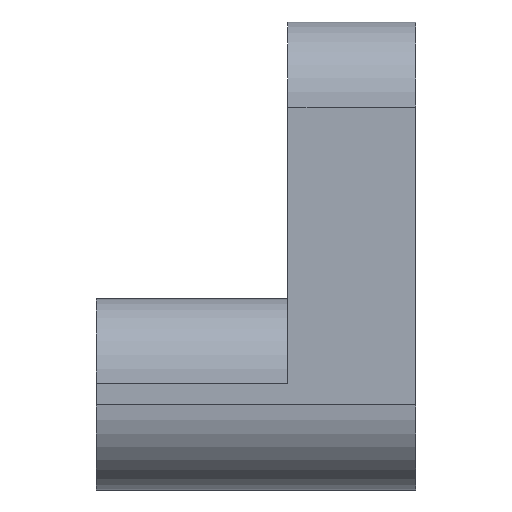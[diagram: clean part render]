
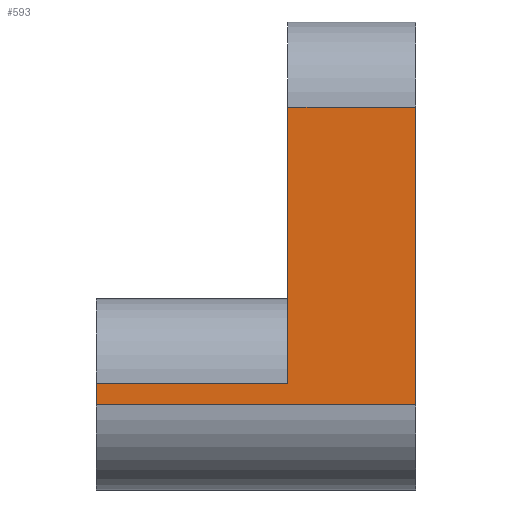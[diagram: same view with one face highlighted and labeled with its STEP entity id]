
A CAD part, left-side view. The second image highlights one B-rep face of the part: STEP entity #593.
In plain terms, the highlighted planar face has unit normal (-1, 0, 0).
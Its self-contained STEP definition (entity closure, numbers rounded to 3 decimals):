
#11 = VECTOR ( 'NONE', #1321, 1000. ) ;
#54 = ORIENTED_EDGE ( 'NONE', *, *, #558, .T. ) ;
#55 = DIRECTION ( 'NONE',  ( 0., 1., 0. ) ) ;
#56 = DIRECTION ( 'NONE',  ( 0., 0., -1. ) ) ;
#66 = LINE ( 'NONE', #527, #1092 ) ;
#68 = VECTOR ( 'NONE', #280, 1000. ) ;
#103 = VERTEX_POINT ( 'NONE', #334 ) ;
#107 = LINE ( 'NONE', #778, #190 ) ;
#118 = VECTOR ( 'NONE', #647, 1000. ) ;
#171 = CARTESIAN_POINT ( 'NONE',  ( 0., 6., 5. ) ) ;
#172 = CARTESIAN_POINT ( 'NONE',  ( 0., 15., 9. ) ) ;
#186 = EDGE_CURVE ( 'NONE', #1344, #103, #107, .T. ) ;
#190 = VECTOR ( 'NONE', #1451, 1000. ) ;
#280 = DIRECTION ( 'NONE',  ( 0., 0., -1. ) ) ;
#334 = CARTESIAN_POINT ( 'NONE',  ( 0., 0., 4. ) ) ;
#336 = ORIENTED_EDGE ( 'NONE', *, *, #1107, .T. ) ;
#341 = EDGE_CURVE ( 'NONE', #1344, #683, #830, .T. ) ;
#370 = VERTEX_POINT ( 'NONE', #1276 ) ;
#413 = LINE ( 'NONE', #1086, #118 ) ;
#427 = CARTESIAN_POINT ( 'NONE',  ( 0., 15., 5. ) ) ;
#460 = EDGE_LOOP ( 'NONE', ( #551, #1349, #688, #772, #54, #336 ) ) ;
#527 = CARTESIAN_POINT ( 'NONE',  ( 0., 6., 22. ) ) ;
#535 = CARTESIAN_POINT ( 'NONE',  ( 0., 6., 18. ) ) ;
#551 = ORIENTED_EDGE ( 'NONE', *, *, #186, .F. ) ;
#558 = EDGE_CURVE ( 'NONE', #1278, #370, #960, .T. ) ;
#559 = LINE ( 'NONE', #427, #11 ) ;
#593 = ADVANCED_FACE ( 'NONE', ( #1058 ), #727, .F. ) ;
#618 = DIRECTION ( 'NONE',  ( 1., 0., 0. ) ) ;
#647 = DIRECTION ( 'NONE',  ( 0., -1., 0. ) ) ;
#667 = CARTESIAN_POINT ( 'NONE',  ( 0., 15., 5. ) ) ;
#683 = VERTEX_POINT ( 'NONE', #535 ) ;
#688 = ORIENTED_EDGE ( 'NONE', *, *, #1138, .T. ) ;
#727 = PLANE ( 'NONE',  #1257 ) ;
#772 = ORIENTED_EDGE ( 'NONE', *, *, #1205, .T. ) ;
#778 = CARTESIAN_POINT ( 'NONE',  ( 0., 0., 9. ) ) ;
#830 = LINE ( 'NONE', #1061, #1121 ) ;
#960 = LINE ( 'NONE', #1150, #68 ) ;
#1058 = FACE_OUTER_BOUND ( 'NONE', #460, .T. ) ;
#1061 = CARTESIAN_POINT ( 'NONE',  ( 0., 15., 18. ) ) ;
#1086 = CARTESIAN_POINT ( 'NONE',  ( 0., 15., 4. ) ) ;
#1092 = VECTOR ( 'NONE', #56, 1000. ) ;
#1107 = EDGE_CURVE ( 'NONE', #370, #103, #413, .T. ) ;
#1121 = VECTOR ( 'NONE', #1177, 1000. ) ;
#1138 = EDGE_CURVE ( 'NONE', #683, #1453, #66, .T. ) ;
#1150 = CARTESIAN_POINT ( 'NONE',  ( 0., 15., 9. ) ) ;
#1177 = DIRECTION ( 'NONE',  ( 0., 1., 0. ) ) ;
#1205 = EDGE_CURVE ( 'NONE', #1453, #1278, #559, .T. ) ;
#1257 = AXIS2_PLACEMENT_3D ( 'NONE', #172, #618, #55 ) ;
#1266 = CARTESIAN_POINT ( 'NONE',  ( 0., 0., 18. ) ) ;
#1276 = CARTESIAN_POINT ( 'NONE',  ( 0., 15., 4. ) ) ;
#1278 = VERTEX_POINT ( 'NONE', #667 ) ;
#1321 = DIRECTION ( 'NONE',  ( 0., 1., 0. ) ) ;
#1344 = VERTEX_POINT ( 'NONE', #1266 ) ;
#1349 = ORIENTED_EDGE ( 'NONE', *, *, #341, .T. ) ;
#1451 = DIRECTION ( 'NONE',  ( 0., 0., -1. ) ) ;
#1453 = VERTEX_POINT ( 'NONE', #171 ) ;
